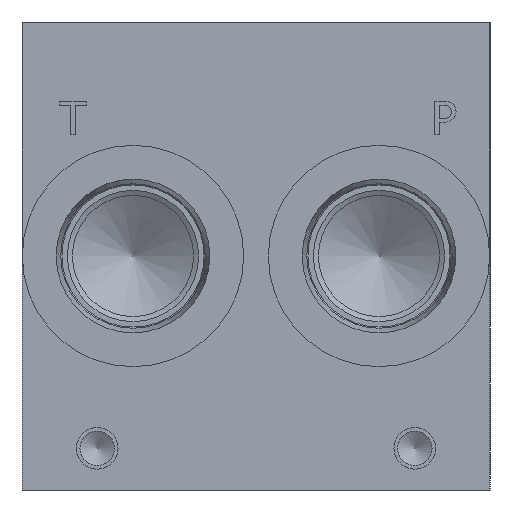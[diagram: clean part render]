
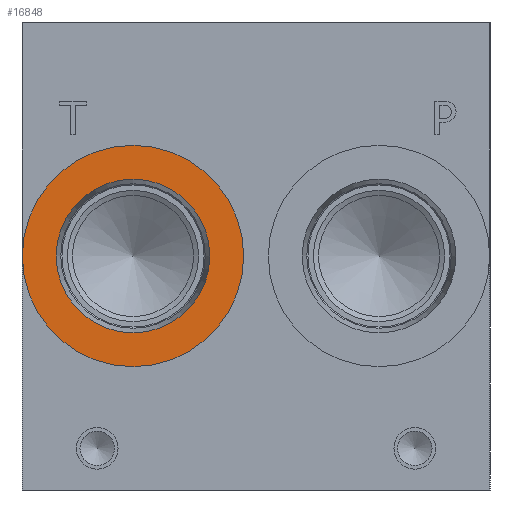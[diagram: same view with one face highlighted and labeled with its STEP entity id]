
A CAD part, left-side view. The second image highlights one B-rep face of the part: STEP entity #16848.
In plain terms, the highlighted planar face has unit normal (-1, 0, 0).
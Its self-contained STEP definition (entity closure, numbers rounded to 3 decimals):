
#332=CIRCLE('',#17647,21.019);
#333=CIRCLE('',#17648,21.019);
#334=CIRCLE('',#17650,14.592);
#335=CIRCLE('',#17651,14.592);
#712=FACE_BOUND('',#3083,.T.);
#2121=FACE_OUTER_BOUND('',#3082,.T.);
#3082=EDGE_LOOP('',(#14132,#14133));
#3083=EDGE_LOOP('',(#14134,#14135));
#7636=VERTEX_POINT('',#28563);
#7637=VERTEX_POINT('',#28565);
#7638=VERTEX_POINT('',#28569);
#7639=VERTEX_POINT('',#28570);
#9890=EDGE_CURVE('',#7636,#7637,#332,.T.);
#9891=EDGE_CURVE('',#7637,#7636,#333,.T.);
#9892=EDGE_CURVE('',#7638,#7639,#334,.T.);
#9893=EDGE_CURVE('',#7639,#7638,#335,.T.);
#14132=ORIENTED_EDGE('',*,*,#9891,.F.);
#14133=ORIENTED_EDGE('',*,*,#9890,.F.);
#14134=ORIENTED_EDGE('',*,*,#9892,.T.);
#14135=ORIENTED_EDGE('',*,*,#9893,.T.);
#15498=PLANE('',#17649);
#16848=ADVANCED_FACE('',(#2121,#712),#15498,.F.);
#17647=AXIS2_PLACEMENT_3D('',#28566,#20690,#20691);
#17648=AXIS2_PLACEMENT_3D('',#28567,#20692,#20693);
#17649=AXIS2_PLACEMENT_3D('',#28568,#20694,#20695);
#17650=AXIS2_PLACEMENT_3D('',#28571,#20696,#20697);
#17651=AXIS2_PLACEMENT_3D('',#28572,#20698,#20699);
#20690=DIRECTION('center_axis',(1.,0.,0.));
#20691=DIRECTION('ref_axis',(0.,0.,-1.));
#20692=DIRECTION('center_axis',(1.,0.,0.));
#20693=DIRECTION('ref_axis',(0.,0.,-1.));
#20694=DIRECTION('center_axis',(1.,0.,0.));
#20695=DIRECTION('ref_axis',(0.,0.,-1.));
#20696=DIRECTION('center_axis',(1.,0.,0.));
#20697=DIRECTION('ref_axis',(0.,0.,-1.));
#20698=DIRECTION('center_axis',(1.,0.,0.));
#20699=DIRECTION('ref_axis',(0.,0.,-1.));
#28563=CARTESIAN_POINT('',(0.787,67.818,23.432));
#28565=CARTESIAN_POINT('',(0.787,67.818,65.469));
#28566=CARTESIAN_POINT('Origin',(0.787,67.818,44.45));
#28567=CARTESIAN_POINT('Origin',(0.787,67.818,44.45));
#28568=CARTESIAN_POINT('Origin',(0.787,67.818,59.042));
#28569=CARTESIAN_POINT('',(0.787,67.818,59.042));
#28570=CARTESIAN_POINT('',(0.787,67.818,29.858));
#28571=CARTESIAN_POINT('Origin',(0.787,67.818,44.45));
#28572=CARTESIAN_POINT('Origin',(0.787,67.818,44.45));
